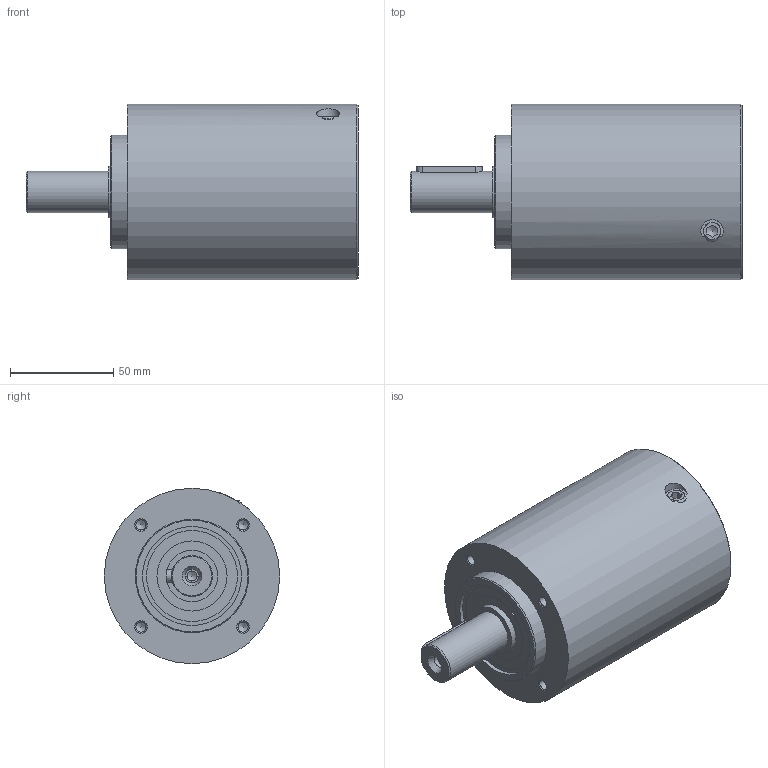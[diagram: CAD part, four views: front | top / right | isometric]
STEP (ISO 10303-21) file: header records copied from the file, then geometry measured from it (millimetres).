
FILE_DESCRIPTION(('FreeCAD Model'),'2;1');
FILE_NAME('PLD80_1_26.step', '2014-06-25T09:42:24',('FreeCAD'),('FreeCAD'), 'Open CASCADE STEP processor 6.3','FreeCAD','Unknown');
FILE_SCHEMA(('AUTOMOTIVE_DESIGN_CC2 { 1 2 10303 214 -1 1 5 4 }'));
Length unit declared in the file: millimetre
Products named in the file (1): PLD80_1_26
Bounding box: 161 x 85 x 85 mm (x, y, z)
Volume: 622547.2 mm3; surface area: 68098.5 mm2
Topology: 1 solids, 7 shells, 111 faces, 268 edges, 169 vertices
Faces by surface type: cylinder 42, plane 36, cone 33
Full cylindrical faces by diameter (mm): 3.242 x4, 4.134 x4, 4.917 x5, 6.35 x1, 6.4 x1, 10 x1, 18.5 x1, 19 x1, 19.5 x1, 20 x1, 25 x1, 34 x1, 38.2 x1, 44.2 x1, 48 x1, 55 x1, 65 x2, 85 x1
Entity records: 9623 total; most frequent: CARTESIAN_POINT 4467, DIRECTION 681, ORIENTED_EDGE 476, PCURVE 476, DEFINITIONAL_REPRESENTATION 476, B_SPLINE_CURVE_WITH_KNOTS 304, EDGE_CURVE 238, LINE 220
